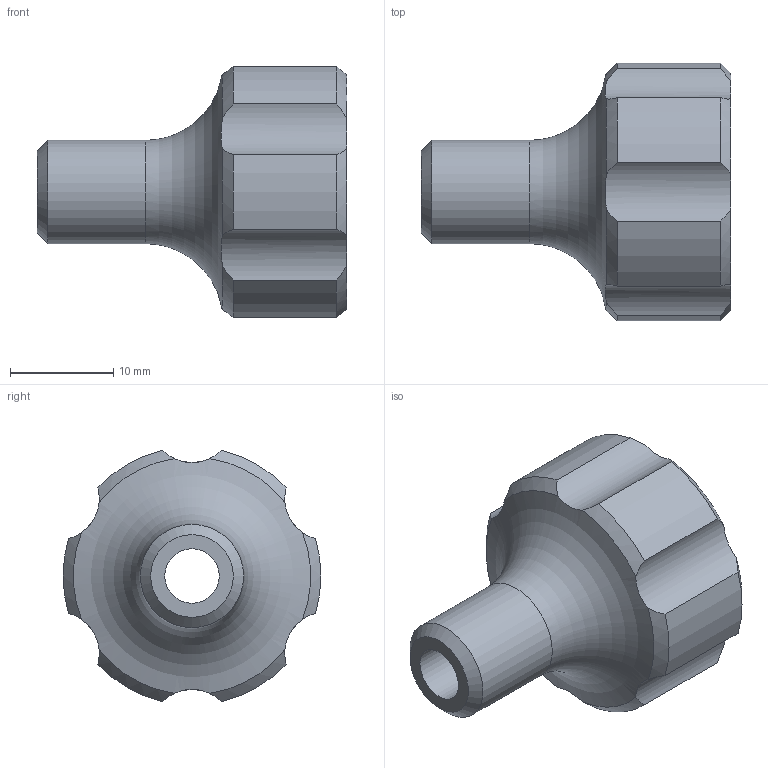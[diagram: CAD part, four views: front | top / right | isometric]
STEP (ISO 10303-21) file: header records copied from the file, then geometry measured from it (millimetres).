
FILE_DESCRIPTION(/* description */ (''),/* implementation_level */ '2;1');
FILE_NAME(/* name */ 'Molette réglage latéral v3.step',/* time_stamp */ '2020-04-29T15:48:23+02:00',/* author */ (''),/* organization */ (''),/* preprocessor_version */ 'ST-DEVELOPER v18.1',/* originating_system */ 'Autodesk Translation Framework v9.2.0.1227',/* authorisation */ '');
FILE_SCHEMA (('AUTOMOTIVE_DESIGN { 1 0 10303 214 3 1 1 }'));
Length unit declared in the file: millimetre
Products named in the file (1): Molette réglage latéral
Bounding box: 30 x 25 x 24.35 mm (x, y, z)
Volume: 5221.3 mm3; surface area: 3412.3 mm2
Topology: 1 solids, 1 shells, 36 faces, 94 edges, 62 vertices
Faces by surface type: cylinder 16, cone 15, plane 4, torus 1
Full cylindrical faces by diameter (mm): 5.283 x1, 10 x2, 18 x1
Entity records: 1306 total; most frequent: CARTESIAN_POINT 398, ORIENTED_EDGE 188, DIRECTION 181, EDGE_CURVE 94, AXIS2_PLACEMENT_3D 81, VERTEX_POINT 62, CIRCLE 44, EDGE_LOOP 40
